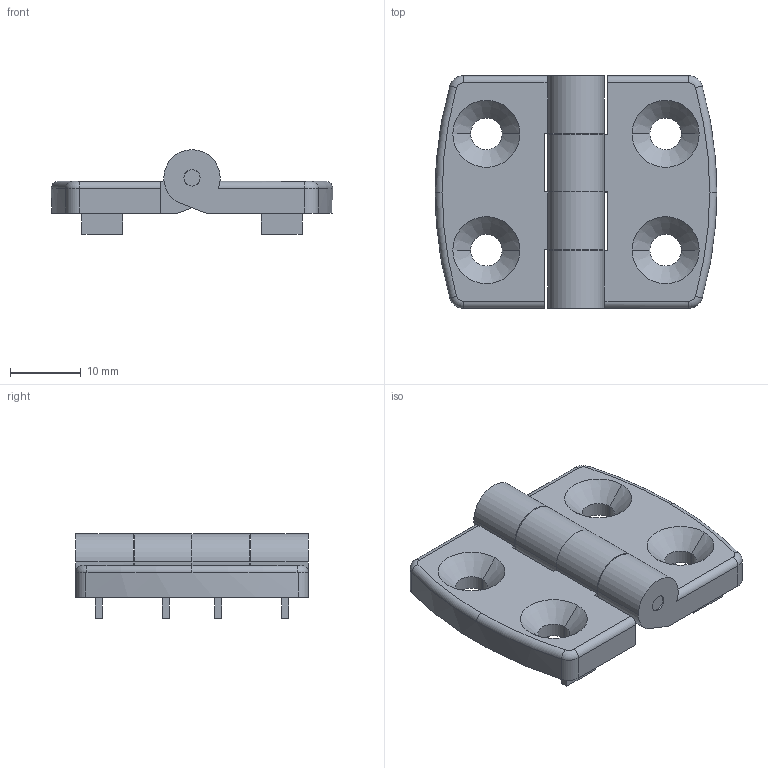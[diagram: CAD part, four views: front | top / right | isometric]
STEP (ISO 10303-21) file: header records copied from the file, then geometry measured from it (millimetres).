
FILE_DESCRIPTION (( 'STEP AP214' ), '1' );
FILE_NAME ('SNSD.30.52.34. Ïåòëÿ äâåðíàÿ àëþìèíèåâàÿ 20x20(H47).STEP', '2015-01-12T11:12:50', ( 'XTreme.ws' ), ( 'XTreme.ws' ), 'SwSTEP 2.0', 'SolidWorks 2014', '' );
FILE_SCHEMA (( 'AUTOMOTIVE_DESIGN' ));
Length unit declared in the file: millimetre
Products named in the file (7): SNSD.30.50.96. Ïåòëÿ äâåðíàÿ àëþìèíåâàÿ 3045(B47)E07H47; SNSD.30.52.34. Ïåòëÿ äâåðíàÿ àëþìèíèåâàÿ 20x20(H47); SNSD.30.50.96. ﾏ琿褻(B47)E07H47_00; SNSD.30.50.96. Ïåòëÿ äâåðíàÿ àëþìèíåâàÿ ìàëàÿ(B47)E07H47_00; SNSD.30.50.96. Ïåòëÿ äâåðíàÿ àëþìèíåâàÿ 3045(B47)E07H47_00; SNSD.30.50.96. ﾏ琿褻(B47)E07H47; SNSD.30.50.96. Ïåòëÿ äâåðíàÿ àëþìèíåâàÿ ìàëàÿ(B47)E07H47
Assembly tree (3 placements, depth 2):
  SNSD.30.50.96. Ïåòëÿ äâåðíàÿ àëþìèíåâàÿ 3045(B47)E07H47
  SNSD.30.52.34. Ïåòëÿ äâåðíàÿ àëþìèíèåâàÿ 20x20(H47)
    SNSD.30.50.96. Ïåòëÿ äâåðíàÿ àëþìèíåâàÿ 3045(B47)E07H47_00
    SNSD.30.50.96. Ïåòëÿ äâåðíàÿ àëþìèíåâàÿ ìàëàÿ(B47)E07H47_00
    SNSD.30.50.96. ﾏ琿褻(B47)E07H47_00
  SNSD.30.50.96. ﾏ琿褻(B47)E07H47
  SNSD.30.50.96. Ïåòëÿ äâåðíàÿ àëþìèíåâàÿ ìàëàÿ(B47)E07H47
Bounding box: 39.94 x 33 x 12 mm (x, y, z)
Volume: 5627.2 mm3; surface area: 5057.9 mm2
Topology: 3 solids, 3 shells, 178 faces, 458 edges, 300 vertices
Faces by surface type: plane 94, cylinder 68, torus 8, cone 8
Entity records: 5669 total; most frequent: DIRECTION 984, CARTESIAN_POINT 961, ORIENTED_EDGE 916, EDGE_CURVE 458, AXIS2_PLACEMENT_3D 343, VERTEX_POINT 300, VECTOR 298, LINE 298
